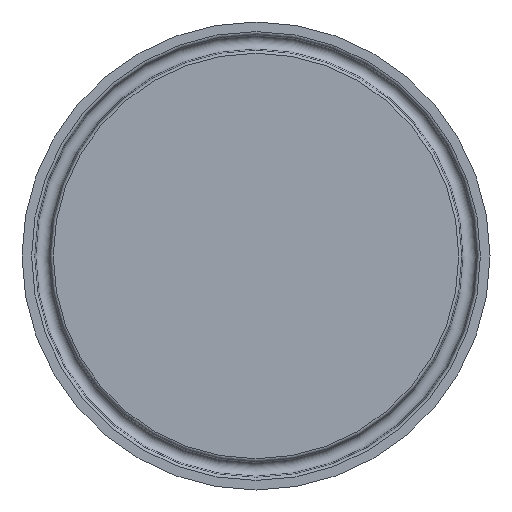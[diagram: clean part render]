
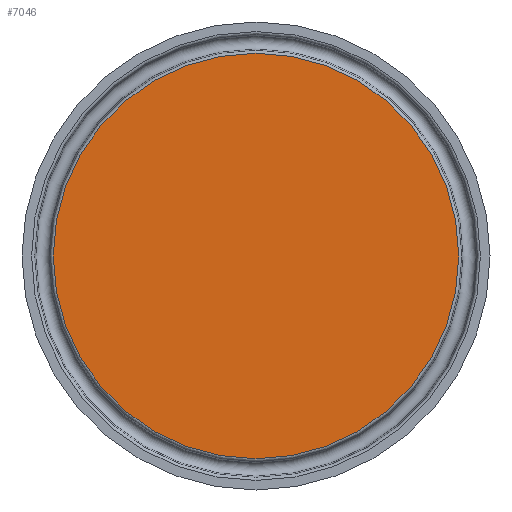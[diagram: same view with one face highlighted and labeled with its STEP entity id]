
A CAD part, left-side view. The second image highlights one B-rep face of the part: STEP entity #7046.
In plain terms, the highlighted planar face has unit normal (-1, 0, 0).
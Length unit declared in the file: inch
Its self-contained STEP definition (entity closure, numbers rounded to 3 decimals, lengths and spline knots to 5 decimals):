
#27=CIRCLE('',#7251,1.31984);
#641=FACE_OUTER_BOUND('',#1063,.T.);
#1063=EDGE_LOOP('',(#6445));
#3395=VERTEX_POINT('',#13373);
#4414=EDGE_CURVE('',#3395,#3395,#27,.T.);
#6445=ORIENTED_EDGE('',*,*,#4414,.F.);
#6643=PLANE('',#7250);
#7046=ADVANCED_FACE('',(#641),#6643,.T.);
#7250=AXIS2_PLACEMENT_3D('',#13372,#8287,#8288);
#7251=AXIS2_PLACEMENT_3D('',#13374,#8289,#8290);
#8287=DIRECTION('center_axis',(-1.,0.,0.));
#8288=DIRECTION('ref_axis',(0.,0.,1.));
#8289=DIRECTION('center_axis',(1.,0.,0.));
#8290=DIRECTION('ref_axis',(0.,1.,0.));
#13372=CARTESIAN_POINT('Origin',(0.,0.65992,
0.));
#13373=CARTESIAN_POINT('',(0.,1.31984,0.));
#13374=CARTESIAN_POINT('Origin',(0.,0.,0.));
